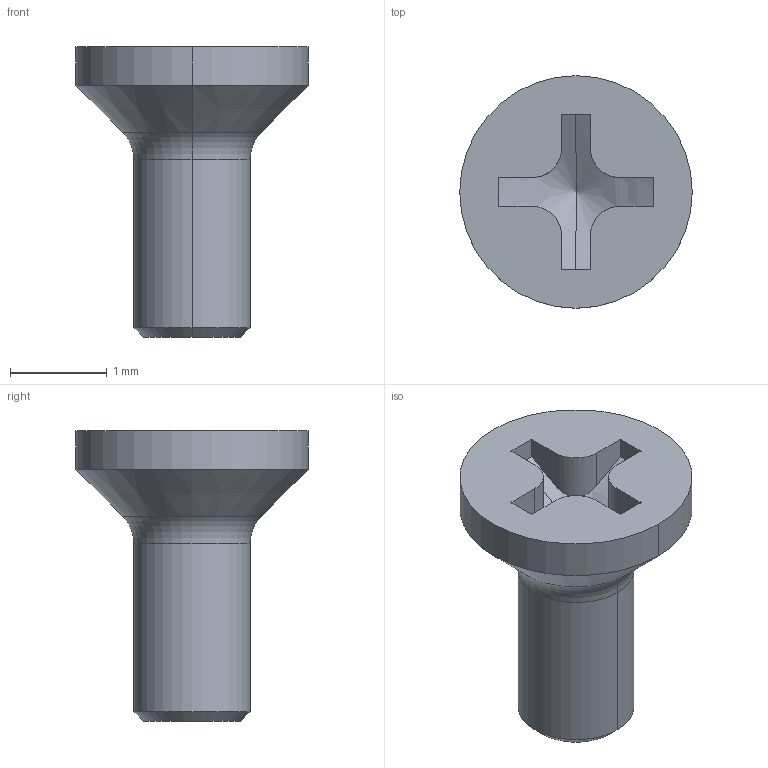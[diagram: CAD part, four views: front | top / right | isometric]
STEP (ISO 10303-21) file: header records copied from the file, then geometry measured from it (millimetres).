
FILE_DESCRIPTION (( 'STEP AP203' ), '1' );
FILE_NAME ('18_screw2.STEP', '2020-07-31T03:40:15', ( '' ), ( '' ), 'SwSTEP 2.0', 'SolidWorks 2020', '' );
FILE_SCHEMA (( 'CONFIG_CONTROL_DESIGN' ));
Length unit declared in the file: millimetre
Products named in the file (1): 18_screw2
Bounding box: 2.4 x 2.4 x 3 mm (x, y, z)
Volume: 5.2 mm3; surface area: 22.9 mm2
Topology: 1 solids, 1 shells, 30 faces, 76 edges, 47 vertices
Faces by surface type: plane 14, cylinder 8, cone 6, torus 2
Entity records: 999 total; most frequent: CARTESIAN_POINT 230, ORIENTED_EDGE 148, DIRECTION 136, EDGE_CURVE 74, AXIS2_PLACEMENT_3D 49, VERTEX_POINT 47, LINE 38, VECTOR 38
